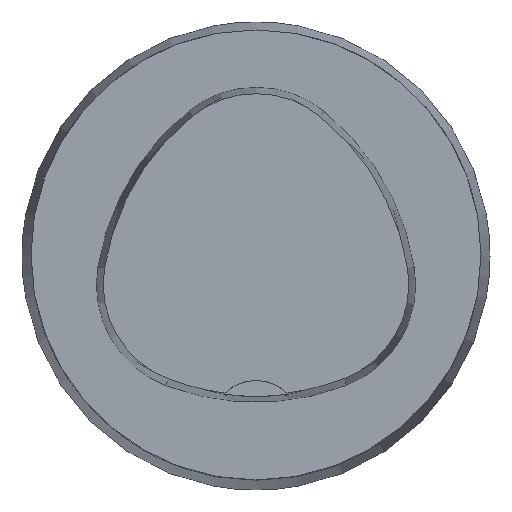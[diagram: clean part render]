
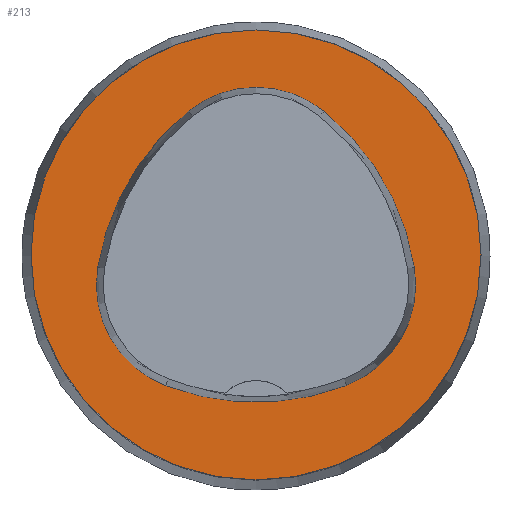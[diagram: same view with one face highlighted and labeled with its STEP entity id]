
A CAD part, top view. The second image highlights one B-rep face of the part: STEP entity #213.
In plain terms, the highlighted planar face has unit normal (0, 0, 1).
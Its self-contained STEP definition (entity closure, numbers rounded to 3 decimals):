
#213=ADVANCED_FACE('',(#272,#273),#248,.T.);
#248=PLANE('',#789);
#272=FACE_BOUND('',#320,.T.);
#273=FACE_BOUND('',#321,.T.);
#320=EDGE_LOOP('',(#423,#424,#425,#426,#427,#428));
#321=EDGE_LOOP('',(#429));
#423=ORIENTED_EDGE('',*,*,#590,.T.);
#424=ORIENTED_EDGE('',*,*,#570,.T.);
#425=ORIENTED_EDGE('',*,*,#574,.T.);
#426=ORIENTED_EDGE('',*,*,#577,.T.);
#427=ORIENTED_EDGE('',*,*,#580,.T.);
#428=ORIENTED_EDGE('',*,*,#588,.T.);
#429=ORIENTED_EDGE('',*,*,#561,.F.);
#509=VERTEX_POINT('',#1092);
#518=VERTEX_POINT('',#1111);
#519=VERTEX_POINT('',#1112);
#522=VERTEX_POINT('',#1120);
#524=VERTEX_POINT('',#1126);
#526=VERTEX_POINT('',#1132);
#533=VERTEX_POINT('',#1153);
#561=EDGE_CURVE('',#509,#509,#619,.T.);
#570=EDGE_CURVE('',#518,#519,#620,.T.);
#574=EDGE_CURVE('',#519,#522,#622,.T.);
#577=EDGE_CURVE('',#522,#524,#624,.T.);
#580=EDGE_CURVE('',#524,#526,#626,.T.);
#588=EDGE_CURVE('',#526,#533,#630,.T.);
#590=EDGE_CURVE('',#533,#518,#632,.T.);
#619=CIRCLE('',#761,25.);
#620=CIRCLE('',#767,28.);
#622=CIRCLE('',#770,12.);
#624=CIRCLE('',#773,28.);
#626=CIRCLE('',#776,12.);
#630=CIRCLE('',#781,28.);
#632=CIRCLE('',#784,12.);
#761=AXIS2_PLACEMENT_3D('',#1091,#875,#876);
#767=AXIS2_PLACEMENT_3D('',#1110,#891,#892);
#770=AXIS2_PLACEMENT_3D('',#1119,#899,#900);
#773=AXIS2_PLACEMENT_3D('',#1125,#906,#907);
#776=AXIS2_PLACEMENT_3D('',#1131,#913,#914);
#781=AXIS2_PLACEMENT_3D('',#1154,#925,#926);
#784=AXIS2_PLACEMENT_3D('',#1157,#931,#932);
#789=AXIS2_PLACEMENT_3D('',#1162,#941,#942);
#875=DIRECTION('',(0.,0.,-1.));
#876=DIRECTION('',(-1.,0.,0.));
#891=DIRECTION('',(0.,0.,-1.));
#892=DIRECTION('',(-1.,0.,0.));
#899=DIRECTION('',(0.,0.,-1.));
#900=DIRECTION('',(-1.,0.,0.));
#906=DIRECTION('',(0.,0.,-1.));
#907=DIRECTION('',(-1.,0.,0.));
#913=DIRECTION('',(0.,0.,-1.));
#914=DIRECTION('',(-1.,0.,0.));
#925=DIRECTION('',(0.,0.,-1.));
#926=DIRECTION('',(-1.,0.,0.));
#931=DIRECTION('',(0.,0.,-1.));
#932=DIRECTION('',(-1.,0.,0.));
#941=DIRECTION('',(0.,0.,1.));
#942=DIRECTION('',(1.,0.,0.));
#1091=CARTESIAN_POINT('',(0.,0.,0.));
#1092=CARTESIAN_POINT('',(-25.,0.,0.));
#1110=CARTESIAN_POINT('',(10.068,-5.824,0.));
#1111=CARTESIAN_POINT('',(-17.584,-1.424,0.));
#1112=CARTESIAN_POINT('',(-7.531,15.953,0.));
#1119=CARTESIAN_POINT('',(0.011,6.62,0.));
#1120=CARTESIAN_POINT('',(7.567,15.942,0.));
#1125=CARTESIAN_POINT('',(-10.063,-5.81,0.));
#1126=CARTESIAN_POINT('',(17.59,-1.418,0.));
#1131=CARTESIAN_POINT('',(5.739,-3.3,0.));
#1132=CARTESIAN_POINT('',(10.05,-14.499,0.));
#1153=CARTESIAN_POINT('',(-10.025,-14.516,0.));
#1154=CARTESIAN_POINT('',(-0.01,11.631,0.));
#1157=CARTESIAN_POINT('',(-5.733,-3.31,0.));
#1162=CARTESIAN_POINT('',(0.,0.,0.));
